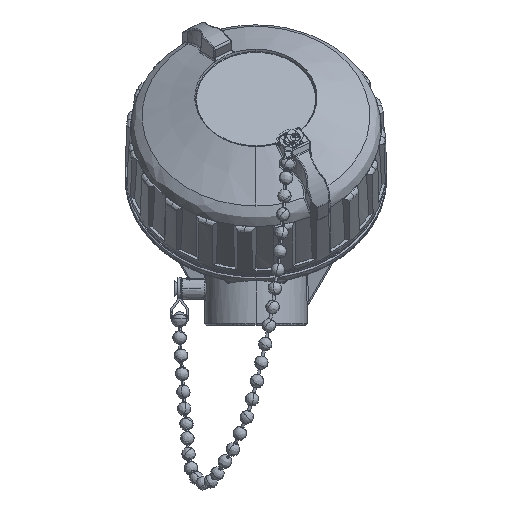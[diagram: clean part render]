
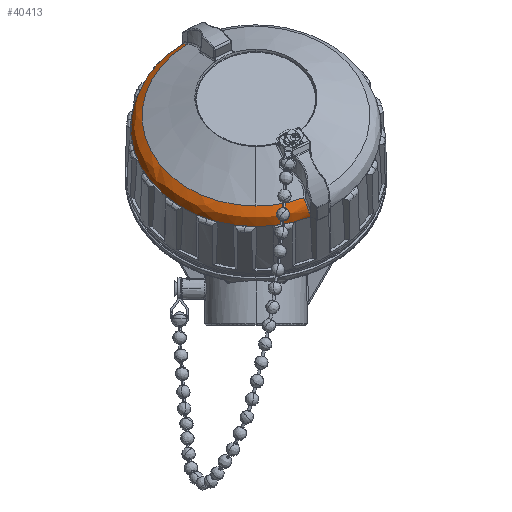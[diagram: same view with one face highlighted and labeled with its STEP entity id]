
A CAD part, left-side view. The second image highlights one B-rep face of the part: STEP entity #40413.
In plain terms, the highlighted free-form (B-spline) face has degree [3, 3] with [4, 4] control points.
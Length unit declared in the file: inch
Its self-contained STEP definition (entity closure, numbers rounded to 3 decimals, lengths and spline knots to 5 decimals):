
#263 = EDGE_CURVE ( 'NONE', #17112, #10796, #8650, .T. ) ;
#1611 = CARTESIAN_POINT ( 'NONE',  ( -4.2715, -0.74468, -0.61019 ) ) ;
#2014 = CARTESIAN_POINT ( 'NONE',  ( -4.19822, -0.72002, -0.68815 ) ) ;
#2169 = CARTESIAN_POINT ( 'NONE',  ( -4.30438, -0.67873, -0.41903 ) ) ;
#2570 = ORIENTED_EDGE ( 'NONE', *, *, #5828, .T. ) ;
#5704 = CARTESIAN_POINT ( 'NONE',  ( -3.6198, 3.18856, 0.37126 ) ) ;
#5828 = EDGE_CURVE ( 'NONE', #52551, #17112, #14290, .T. ) ;
#5970 = CARTESIAN_POINT ( 'NONE',  ( -3.65095, 3.00547, 0.41731 ) ) ;
#6243 = CARTESIAN_POINT ( 'NONE',  ( -2.63386, 0.92054, 1.6332 ) ) ;
#7201 = CARTESIAN_POINT ( 'NONE',  ( -2.54729, 0.98255, 1.57226 ) ) ;
#8607 = CARTESIAN_POINT ( 'NONE',  ( -4.31916, -0.62899, -0.43796 ) ) ;
#8650 = B_SPLINE_CURVE_WITH_KNOTS ( 'NONE', 3,
 ( #51534, #37554, #37034, #12174, #32940, #8607 ),
 .UNSPECIFIED., .F., .F.,
 ( 4, 2, 4 ),
 ( 0., 0.5, 1. ),
 .UNSPECIFIED. ) ;
#8679 = ORIENTED_EDGE ( 'NONE', *, *, #47890, .F. ) ;
#8750 = CARTESIAN_POINT ( 'NONE',  ( -4.26496, -0.69569, -0.62626 ) ) ;
#8945 = ORIENTED_EDGE ( 'NONE', *, *, #46180, .T. ) ;
#9891 = EDGE_CURVE ( 'NONE', #24452, #33647, #21144, .T. ) ;
#10178 = ORIENTED_EDGE ( 'NONE', *, *, #53636, .F. ) ;
#10459 = CARTESIAN_POINT ( 'NONE',  ( -4.25524, -0.70306, -0.63649 ) ) ;
#10796 = VERTEX_POINT ( 'NONE', #47934 ) ;
#11726 = DIRECTION ( 'NONE',  ( 0.788, 0., -0.616 ) ) ;
#12042 = CARTESIAN_POINT ( 'NONE',  ( -4.40407, 0.00015, -0.54663 ) ) ;
#12174 = CARTESIAN_POINT ( 'NONE',  ( -4.31809, -0.65828, -0.50155 ) ) ;
#12611 = ORIENTED_EDGE ( 'NONE', *, *, #9891, .T. ) ;
#12826 = FACE_OUTER_BOUND ( 'NONE', #41761, .T. ) ;
#13340 = EDGE_CURVE ( 'NONE', #42139, #24452, #17357, .T. ) ;
#13439 = ORIENTED_EDGE ( 'NONE', *, *, #13340, .T. ) ;
#13930 = CIRCLE ( 'NONE', #47883, 1.65388 ) ;
#14006 = CARTESIAN_POINT ( 'NONE',  ( -4.26496, -0.69569, -0.62626 ) ) ;
#14145 = CARTESIAN_POINT ( 'NONE',  ( -4.29982, 0.00015, -0.8182 ) ) ;
#14290 = B_SPLINE_CURVE_WITH_KNOTS ( 'NONE', 3,
 ( #2014, #31779, #18392, #52190, #10459, #14006 ),
 .UNSPECIFIED., .F., .F.,
 ( 4, 2, 4 ),
 ( -0.00027, 0.00093, 0.00213 ),
 .UNSPECIFIED. ) ;
#14721 = AXIS2_PLACEMENT_3D ( 'NONE', #36612, #41508, #53231 ) ;
#15372 = B_SPLINE_CURVE_WITH_KNOTS ( 'NONE', 3,
 ( #23453, #18808, #35445, #52052, #51233, #30536 ),
 .UNSPECIFIED., .F., .F.,
 ( 4, 2, 4 ),
 ( -0.00027, 0.00093, 0.00213 ),
 .UNSPECIFIED. ) ;
#16178 = DIRECTION ( 'NONE',  ( -0.317, 0.857, -0.406 ) ) ;
#17112 = VERTEX_POINT ( 'NONE', #8750 ) ;
#17351 = DIRECTION ( 'NONE',  ( -0.317, 0.857, -0.406 ) ) ;
#17357 = CIRCLE ( 'NONE', #41762, 1.50407 ) ;
#17724 = AXIS2_PLACEMENT_3D ( 'NONE', #50593, #42419, #17351 ) ;
#18392 = CARTESIAN_POINT ( 'NONE',  ( -4.22236, -0.71719, -0.66767 ) ) ;
#18808 = CARTESIAN_POINT ( 'NONE',  ( -2.47327, 0.9778, 1.54554 ) ) ;
#19737 = DIRECTION ( 'NONE',  ( 0.788, 0., -0.616 ) ) ;
#21144 = B_SPLINE_CURVE_WITH_KNOTS ( 'NONE', 3,
 ( #47761, #35515, #31434, #48034, #43976, #42879 ),
 .UNSPECIFIED., .F., .F.,
 ( 4, 2, 4 ),
 ( 0., 0.5, 1. ),
 .UNSPECIFIED. ) ;
#22093 = CARTESIAN_POINT ( 'NONE',  ( -5.03159, 1.65652, -1.34983 ) ) ;
#22360 = CARTESIAN_POINT ( 'NONE',  ( -2.44981, 0.9541, 1.54972 ) ) ;
#22631 = CARTESIAN_POINT ( 'NONE',  ( -5.06937, 1.81744, -1.63142 ) ) ;
#23199 = CARTESIAN_POINT ( 'NONE',  ( -2.53499, 0.95197, 1.61244 ) ) ;
#23453 = CARTESIAN_POINT ( 'NONE',  ( -2.46037, 0.97794, 1.5362 ) ) ;
#23470 = EDGE_CURVE ( 'NONE', #37818, #33647, #15372, .T. ) ;
#24452 = VERTEX_POINT ( 'NONE', #41255 ) ;
#26465 = CARTESIAN_POINT ( 'NONE',  ( -4.31303, -0.72009, -0.51604 ) ) ;
#27798 =( BOUNDED_SURFACE ( )  B_SPLINE_SURFACE ( 3, 3, ( 
 ( #29486, #5970, #22093, #2169 ),
 ( #6243, #5704, #30826, #26465 ),
 ( #23199, #34647, #22631, #1611 ),
 ( #22360, #31656, #51244, #47441 ) ),
 .UNSPECIFIED., .F., .F., .T. ) 
 B_SPLINE_SURFACE_WITH_KNOTS ( ( 4, 4 ),
 ( 4, 4 ),
 ( 0., 1. ),
 ( 0., 1. ),
 .UNSPECIFIED. ) 
 GEOMETRIC_REPRESENTATION_ITEM ( )  RATIONAL_B_SPLINE_SURFACE ( (
 ( 1., 0.382, 0.382, 1.),
 ( 0.916, 0.35, 0.35, 0.916),
 ( 0.916, 0.35, 0.35, 0.916),
 ( 1., 0.382, 0.382, 1.) ) ) 
 REPRESENTATION_ITEM ( '' )  SURFACE ( )  );
#29486 = CARTESIAN_POINT ( 'NONE',  ( -2.72163, 0.86769, 1.60678 ) ) ;
#29961 = CARTESIAN_POINT ( 'NONE',  ( -4.19822, -0.72002, -0.68815 ) ) ;
#30536 = CARTESIAN_POINT ( 'NONE',  ( -2.54729, 0.98255, 1.57226 ) ) ;
#30826 = CARTESIAN_POINT ( 'NONE',  ( -5.08455, 1.75743, -1.50354 ) ) ;
#31434 = CARTESIAN_POINT ( 'NONE',  ( -2.68004, 0.94216, 1.59505 ) ) ;
#31656 = CARTESIAN_POINT ( 'NONE',  ( -3.47169, 3.30483, 0.24176 ) ) ;
#31779 = CARTESIAN_POINT ( 'NONE',  ( -4.21052, -0.71957, -0.67803 ) ) ;
#32940 = CARTESIAN_POINT ( 'NONE',  ( -4.32147, -0.64442, -0.46903 ) ) ;
#33169 = CARTESIAN_POINT ( 'NONE',  ( -2.46037, 0.97794, 1.5362 ) ) ;
#33647 = VERTEX_POINT ( 'NONE', #7201 ) ;
#34647 = CARTESIAN_POINT ( 'NONE',  ( -3.55459, 3.29745, 0.3074 ) ) ;
#35445 = CARTESIAN_POINT ( 'NONE',  ( -2.4872, 0.97814, 1.55323 ) ) ;
#35515 = CARTESIAN_POINT ( 'NONE',  ( -2.71225, 0.92786, 1.59068 ) ) ;
#36554 = DIRECTION ( 'NONE',  ( -0.528, -0.515, -0.675 ) ) ;
#36612 = CARTESIAN_POINT ( 'NONE',  ( -3.47807, 0.00015, 0.63859 ) ) ;
#37034 = CARTESIAN_POINT ( 'NONE',  ( -4.29982, -0.68105, -0.56565 ) ) ;
#37428 = ORIENTED_EDGE ( 'NONE', *, *, #263, .T. ) ;
#37554 = CARTESIAN_POINT ( 'NONE',  ( -4.28493, -0.68995, -0.59721 ) ) ;
#37818 = VERTEX_POINT ( 'NONE', #33169 ) ;
#38250 = CIRCLE ( 'NONE', #14721, 1.50407 ) ;
#38632 = CIRCLE ( 'NONE', #17724, 1.65388 ) ;
#40413 = ADVANCED_FACE ( 'NONE', ( #12826 ), #27798, .T. ) ;
#41255 = CARTESIAN_POINT ( 'NONE',  ( -2.74175, 0.91221, 1.58103 ) ) ;
#41508 = DIRECTION ( 'NONE',  ( 0.788, 0., -0.616 ) ) ;
#41761 = EDGE_LOOP ( 'NONE', ( #8679, #2570, #37428, #8945, #13439, #12611, #48126, #10178 ) ) ;
#41762 = AXIS2_PLACEMENT_3D ( 'NONE', #53979, #11726, #36554 ) ;
#42139 = VERTEX_POINT ( 'NONE', #12042 ) ;
#42419 = DIRECTION ( 'NONE',  ( 0.788, 0., -0.616 ) ) ;
#42879 = CARTESIAN_POINT ( 'NONE',  ( -2.54729, 0.98255, 1.57226 ) ) ;
#43976 = CARTESIAN_POINT ( 'NONE',  ( -2.57996, 0.97589, 1.58505 ) ) ;
#45389 = VERTEX_POINT ( 'NONE', #14145 ) ;
#46180 = EDGE_CURVE ( 'NONE', #10796, #42139, #38250, .T. ) ;
#47441 = CARTESIAN_POINT ( 'NONE',  ( -4.1902, -0.74635, -0.67789 ) ) ;
#47761 = CARTESIAN_POINT ( 'NONE',  ( -2.74175, 0.91221, 1.58103 ) ) ;
#47883 = AXIS2_PLACEMENT_3D ( 'NONE', #48079, #19737, #16178 ) ;
#47890 = EDGE_CURVE ( 'NONE', #52551, #45389, #13930, .T. ) ;
#47934 = CARTESIAN_POINT ( 'NONE',  ( -4.31916, -0.62899, -0.43796 ) ) ;
#48034 = CARTESIAN_POINT ( 'NONE',  ( -2.61389, 0.96618, 1.59224 ) ) ;
#48079 = CARTESIAN_POINT ( 'NONE',  ( -3.28159, 0.00015, 0.48508 ) ) ;
#48126 = ORIENTED_EDGE ( 'NONE', *, *, #23470, .F. ) ;
#50593 = CARTESIAN_POINT ( 'NONE',  ( -3.28159, 0.00015, 0.48508 ) ) ;
#51233 = CARTESIAN_POINT ( 'NONE',  ( -2.53168, 0.98094, 1.56957 ) ) ;
#51244 = CARTESIAN_POINT ( 'NONE',  ( -4.98986, 1.82151, -1.7014 ) ) ;
#51534 = CARTESIAN_POINT ( 'NONE',  ( -4.26496, -0.69569, -0.62626 ) ) ;
#52052 = CARTESIAN_POINT ( 'NONE',  ( -2.51631, 0.9797, 1.56521 ) ) ;
#52190 = CARTESIAN_POINT ( 'NONE',  ( -4.24465, -0.70897, -0.64696 ) ) ;
#52551 = VERTEX_POINT ( 'NONE', #29961 ) ;
#53231 = DIRECTION ( 'NONE',  ( -0.528, -0.515, -0.675 ) ) ;
#53636 = EDGE_CURVE ( 'NONE', #45389, #37818, #38632, .T. ) ;
#53979 = CARTESIAN_POINT ( 'NONE',  ( -3.47807, 0.00015, 0.63859 ) ) ;
